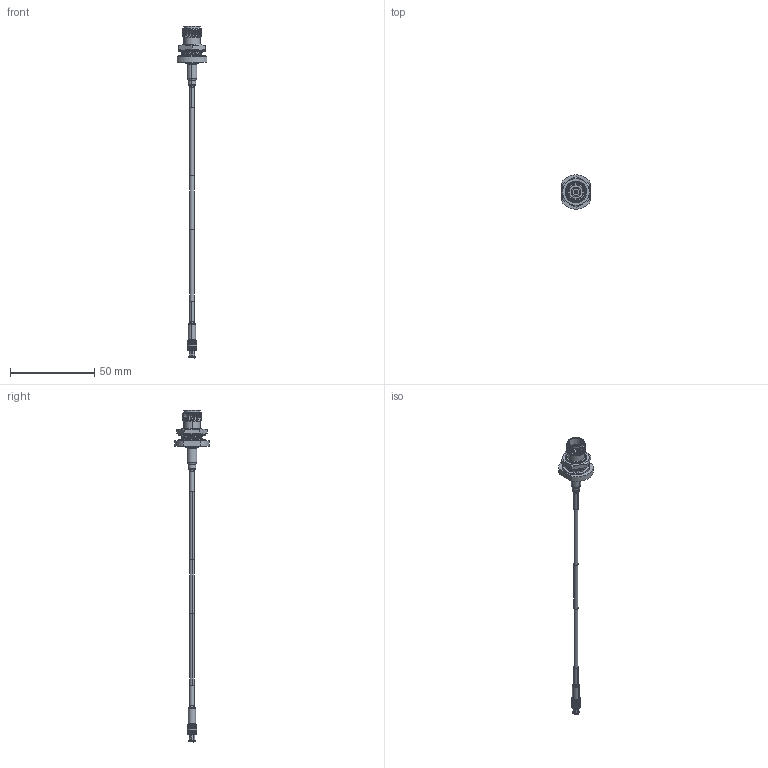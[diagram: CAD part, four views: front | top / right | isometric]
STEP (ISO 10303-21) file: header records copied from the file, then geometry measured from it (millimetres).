
FILE_DESCRIPTION (( 'STEP AP214' ), '1' );
FILE_NAME ('FMC00600_3D.step', '2023-02-06T15:54:24', ( '' ), ( '' ), 'SwSTEP 2.0', 'SolidWorks 2022', '' );
FILE_SCHEMA (( 'AUTOMOTIVE_DESIGN' ));
Length unit declared in the file: inch
Products named in the file (5): Part1^FMC00600; Copy of RG316^FMC00600; Copy of PE44899 ¦ SC4254^FMC00600; FMC00600_3D; Copy of SC9413A^FMC00600
Assembly tree (4 placements, depth 2):
  FMC00600_3D
    Copy of PE44899 ¦ SC4254^FMC00600
    Copy of SC9413A^FMC00600
    Copy of RG316^FMC00600
    Part1^FMC00600
Bounding box: 17.45 x 20.32 x 196.6 mm (x, y, z)
Volume: 3945.4 mm3; surface area: 6577.2 mm2
Topology: 11 solids, 11 shells, 428 faces, 1086 edges, 707 vertices
Faces by surface type: cylinder 168, plane 104, cone 79, bspline 69, torus 8
Entity records: 22067 total; most frequent: CARTESIAN_POINT 11722, ORIENTED_EDGE 2172, DIRECTION 1817, EDGE_CURVE 1086, AXIS2_PLACEMENT_3D 743, VERTEX_POINT 707, EDGE_LOOP 471, ADVANCED_FACE 428
